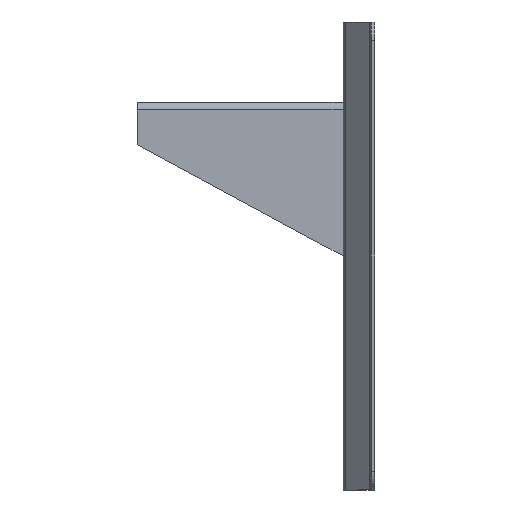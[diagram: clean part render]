
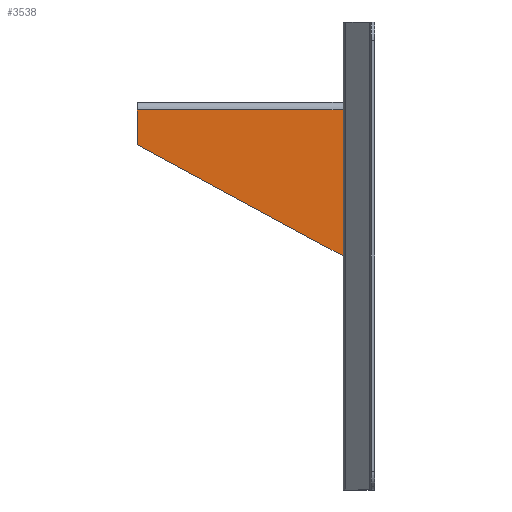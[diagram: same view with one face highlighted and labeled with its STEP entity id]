
A CAD part, left-side view. The second image highlights one B-rep face of the part: STEP entity #3538.
In plain terms, the highlighted planar face has unit normal (-1, 0, 0).
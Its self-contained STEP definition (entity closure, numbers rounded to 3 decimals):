
#29 = CARTESIAN_POINT ( 'NONE',  ( 0., 0., -82. ) ) ;
#89 = CARTESIAN_POINT ( 'NONE',  ( 0., 111.5, -4. ) ) ;
#183 = VERTEX_POINT ( 'NONE', #481 ) ;
#231 = EDGE_CURVE ( 'NONE', #3662, #1155, #1554, .T. ) ;
#271 = DIRECTION ( 'NONE',  ( 0., 0., 1. ) ) ;
#277 = VECTOR ( 'NONE', #1841, 1000. ) ;
#291 = DIRECTION ( 'NONE',  ( 0., 1., 0. ) ) ;
#384 = CARTESIAN_POINT ( 'NONE',  ( 0., 111.5, -82. ) ) ;
#431 = DIRECTION ( 'NONE',  ( -1., 0., 0. ) ) ;
#481 = CARTESIAN_POINT ( 'NONE',  ( 0., 111.5, -22.607 ) ) ;
#569 = LINE ( 'NONE', #1883, #277 ) ;
#625 = EDGE_CURVE ( 'NONE', #3802, #3862, #924, .T. ) ;
#689 = VECTOR ( 'NONE', #2069, 1000. ) ;
#735 = EDGE_CURVE ( 'NONE', #2550, #3862, #3028, .T. ) ;
#900 = VERTEX_POINT ( 'NONE', #3075 ) ;
#924 = LINE ( 'NONE', #3182, #2267 ) ;
#1002 = CARTESIAN_POINT ( 'NONE',  ( 0., 0., -11.5 ) ) ;
#1007 = ORIENTED_EDGE ( 'NONE', *, *, #2051, .T. ) ;
#1118 = CARTESIAN_POINT ( 'NONE',  ( 0., 1.5, -4. ) ) ;
#1134 = LINE ( 'NONE', #2811, #2945 ) ;
#1138 = CARTESIAN_POINT ( 'NONE',  ( 0., 1.5, -31.5 ) ) ;
#1155 = VERTEX_POINT ( 'NONE', #3333 ) ;
#1194 = DIRECTION ( 'NONE',  ( 0., -1., 0. ) ) ;
#1231 = EDGE_CURVE ( 'NONE', #2698, #183, #2601, .T. ) ;
#1283 = EDGE_LOOP ( 'NONE', ( #4041, #1539, #3981, #1353, #1007, #2086, #2454, #3013, #3341, #2476, #2227 ) ) ;
#1340 = VECTOR ( 'NONE', #291, 1000. ) ;
#1353 = ORIENTED_EDGE ( 'NONE', *, *, #735, .F. ) ;
#1372 = EDGE_CURVE ( 'NONE', #183, #3802, #569, .T. ) ;
#1381 = VERTEX_POINT ( 'NONE', #3233 ) ;
#1465 = VECTOR ( 'NONE', #271, 1000. ) ;
#1510 = CARTESIAN_POINT ( 'NONE',  ( 0., 1.5, -82. ) ) ;
#1524 = DIRECTION ( 'NONE',  ( 0., 1., 0. ) ) ;
#1539 = ORIENTED_EDGE ( 'NONE', *, *, #1372, .T. ) ;
#1554 = LINE ( 'NONE', #2559, #3652 ) ;
#1632 = VECTOR ( 'NONE', #2314, 1000. ) ;
#1698 = EDGE_CURVE ( 'NONE', #900, #3349, #1833, .T. ) ;
#1833 = LINE ( 'NONE', #1510, #1465 ) ;
#1834 = DIRECTION ( 'NONE',  ( 0., -1., 0. ) ) ;
#1837 = EDGE_CURVE ( 'NONE', #1931, #1155, #3636, .T. ) ;
#1841 = DIRECTION ( 'NONE',  ( 0., -0.88, -0.475 ) ) ;
#1847 = LINE ( 'NONE', #2916, #1340 ) ;
#1883 = CARTESIAN_POINT ( 'NONE',  ( 0., 86.67, -36.014 ) ) ;
#1931 = VERTEX_POINT ( 'NONE', #1002 ) ;
#2051 = EDGE_CURVE ( 'NONE', #2550, #1381, #3767, .T. ) ;
#2069 = DIRECTION ( 'NONE',  ( 0., 0., -1. ) ) ;
#2086 = ORIENTED_EDGE ( 'NONE', *, *, #2987, .T. ) ;
#2162 = AXIS2_PLACEMENT_3D ( 'NONE', #384, #431, #3705 ) ;
#2216 = VECTOR ( 'NONE', #3214, 1000. ) ;
#2227 = ORIENTED_EDGE ( 'NONE', *, *, #4120, .F. ) ;
#2267 = VECTOR ( 'NONE', #1834, 1000. ) ;
#2314 = DIRECTION ( 'NONE',  ( 0., 0., -1. ) ) ;
#2378 = FACE_OUTER_BOUND ( 'NONE', #1283, .T. ) ;
#2440 = DIRECTION ( 'NONE',  ( 0., -1., 0. ) ) ;
#2454 = ORIENTED_EDGE ( 'NONE', *, *, #231, .T. ) ;
#2476 = ORIENTED_EDGE ( 'NONE', *, *, #1698, .T. ) ;
#2550 = VERTEX_POINT ( 'NONE', #4013 ) ;
#2559 = CARTESIAN_POINT ( 'NONE',  ( 0., 111.5, -31.5 ) ) ;
#2601 = LINE ( 'NONE', #3910, #3740 ) ;
#2698 = VERTEX_POINT ( 'NONE', #89 ) ;
#2771 = CARTESIAN_POINT ( 'NONE',  ( 0., 111.5, -62. ) ) ;
#2811 = CARTESIAN_POINT ( 'NONE',  ( 0., 111.5, -4. ) ) ;
#2916 = CARTESIAN_POINT ( 'NONE',  ( 0., 111.5, -11.5 ) ) ;
#2945 = VECTOR ( 'NONE', #2440, 1000. ) ;
#2987 = EDGE_CURVE ( 'NONE', #1381, #3662, #3838, .T. ) ;
#3013 = ORIENTED_EDGE ( 'NONE', *, *, #1837, .F. ) ;
#3026 = PLANE ( 'NONE',  #2162 ) ;
#3028 = LINE ( 'NONE', #29, #1632 ) ;
#3051 = CARTESIAN_POINT ( 'NONE',  ( 0., 0., -82. ) ) ;
#3075 = CARTESIAN_POINT ( 'NONE',  ( 0., 1.5, -11.5 ) ) ;
#3176 = CARTESIAN_POINT ( 'NONE',  ( 0., 0., -82. ) ) ;
#3182 = CARTESIAN_POINT ( 'NONE',  ( 0., 111.5, -82. ) ) ;
#3198 = CARTESIAN_POINT ( 'NONE',  ( 0., 1.5, -82. ) ) ;
#3214 = DIRECTION ( 'NONE',  ( 0., 0., 1. ) ) ;
#3233 = CARTESIAN_POINT ( 'NONE',  ( 0., 1.5, -62. ) ) ;
#3264 = VECTOR ( 'NONE', #1524, 1000. ) ;
#3333 = CARTESIAN_POINT ( 'NONE',  ( 0., 0., -31.5 ) ) ;
#3341 = ORIENTED_EDGE ( 'NONE', *, *, #3850, .T. ) ;
#3349 = VERTEX_POINT ( 'NONE', #1118 ) ;
#3538 = ADVANCED_FACE ( 'NONE', ( #2378 ), #3026, .T. ) ;
#3636 = LINE ( 'NONE', #3051, #689 ) ;
#3652 = VECTOR ( 'NONE', #1194, 1000. ) ;
#3662 = VERTEX_POINT ( 'NONE', #1138 ) ;
#3705 = DIRECTION ( 'NONE',  ( 0., 0., 1. ) ) ;
#3740 = VECTOR ( 'NONE', #4264, 1000. ) ;
#3767 = LINE ( 'NONE', #2771, #3264 ) ;
#3802 = VERTEX_POINT ( 'NONE', #3198 ) ;
#3838 = LINE ( 'NONE', #3855, #2216 ) ;
#3850 = EDGE_CURVE ( 'NONE', #1931, #900, #1847, .T. ) ;
#3855 = CARTESIAN_POINT ( 'NONE',  ( 0., 1.5, -82. ) ) ;
#3862 = VERTEX_POINT ( 'NONE', #3176 ) ;
#3910 = CARTESIAN_POINT ( 'NONE',  ( 0., 111.5, -82. ) ) ;
#3981 = ORIENTED_EDGE ( 'NONE', *, *, #625, .T. ) ;
#4013 = CARTESIAN_POINT ( 'NONE',  ( 0., 0., -62. ) ) ;
#4041 = ORIENTED_EDGE ( 'NONE', *, *, #1231, .T. ) ;
#4120 = EDGE_CURVE ( 'NONE', #2698, #3349, #1134, .T. ) ;
#4264 = DIRECTION ( 'NONE',  ( 0., 0., -1. ) ) ;
